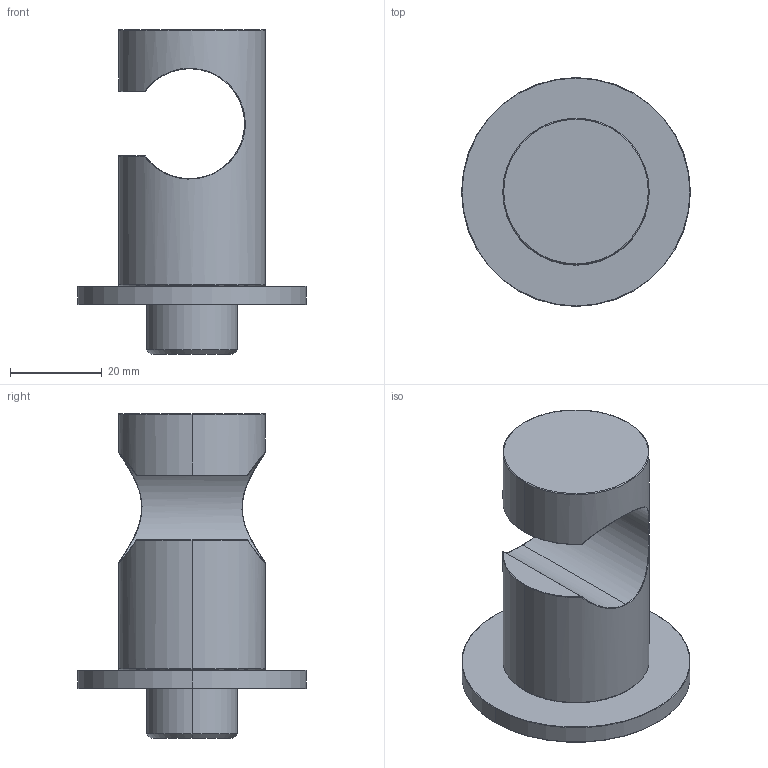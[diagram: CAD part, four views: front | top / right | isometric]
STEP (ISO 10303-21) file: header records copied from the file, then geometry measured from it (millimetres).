
FILE_DESCRIPTION (( 'STEP AP214' ), '1' );
FILE_NAME ('CHV.0005 3D.STEP', '2023-07-06T07:57:31', ( '' ), ( '' ), 'SwSTEP 2.0', 'SolidWorks 2022', '' );
FILE_SCHEMA (( 'AUTOMOTIVE_DESIGN' ));
Length unit declared in the file: millimetre
Products named in the file (1): CHV.0005 3D
Bounding box: 50 x 50 x 71 mm (x, y, z)
Volume: 41985.3 mm3; surface area: 12836.5 mm2
Topology: 2 solids, 2 shells, 41 faces, 83 edges, 47 vertices
Faces by surface type: torus 13, cylinder 13, plane 7, sphere 4, cone 2, bspline 2
Entity records: 1912 total; most frequent: CARTESIAN_POINT 986, DIRECTION 213, ORIENTED_EDGE 166, AXIS2_PLACEMENT_3D 98, EDGE_CURVE 83, CIRCLE 58, VERTEX_POINT 47, EDGE_LOOP 44
